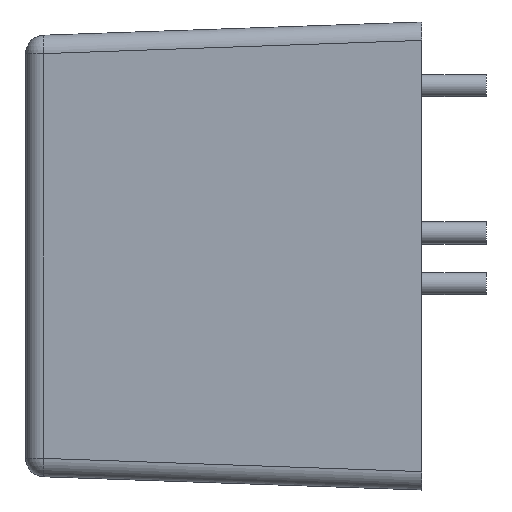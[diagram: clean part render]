
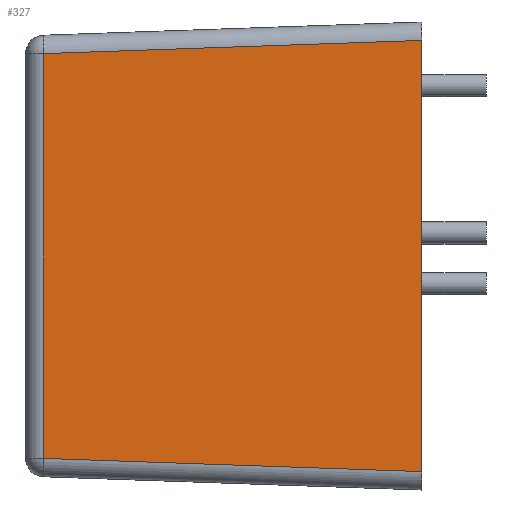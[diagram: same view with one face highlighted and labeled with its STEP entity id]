
A CAD part, left-side view. The second image highlights one B-rep face of the part: STEP entity #327.
In plain terms, the highlighted planar face has unit normal (-0.999, 0.035, 0).
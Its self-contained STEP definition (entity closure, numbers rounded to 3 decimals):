
#15 = FACE_OUTER_BOUND ( 'NONE', #1953, .T. ) ;
#42 = LINE ( 'NONE', #2803, #475 ) ;
#161 = DIRECTION ( 'NONE',  ( 0., 0., -1. ) ) ;
#186 = LINE ( 'NONE', #1527, #2566 ) ;
#242 = DIRECTION ( 'NONE',  ( 0.035, 0.999, -0.035 ) ) ;
#267 = AXIS2_PLACEMENT_3D ( 'NONE', #813, #2880, #1898 ) ;
#327 = ADVANCED_FACE ( 'NONE', ( #15 ), #924, .T. ) ;
#359 = VECTOR ( 'NONE', #242, 1000. ) ;
#441 = EDGE_CURVE ( 'NONE', #1026, #568, #837, .T. ) ;
#475 = VECTOR ( 'NONE', #721, 1000. ) ;
#553 = EDGE_CURVE ( 'NONE', #1746, #1026, #42, .T. ) ;
#568 = VERTEX_POINT ( 'NONE', #1414 ) ;
#721 = DIRECTION ( 'NONE',  ( -0.035, -0.999, -0.035 ) ) ;
#813 = CARTESIAN_POINT ( 'NONE',  ( -22.85, 0., -12.7 ) ) ;
#822 = DIRECTION ( 'NONE',  ( 0., 0., 1. ) ) ;
#837 = LINE ( 'NONE', #1812, #2160 ) ;
#924 = PLANE ( 'NONE',  #267 ) ;
#1026 = VERTEX_POINT ( 'NONE', #1969 ) ;
#1069 = CARTESIAN_POINT ( 'NONE',  ( -22.133, 20.535, -10.984 ) ) ;
#1144 = CARTESIAN_POINT ( 'NONE',  ( -22.133, 20.535, 10.984 ) ) ;
#1375 = EDGE_CURVE ( 'NONE', #568, #1938, #2298, .T. ) ;
#1414 = CARTESIAN_POINT ( 'NONE',  ( -22.85, 0., 11.701 ) ) ;
#1527 = CARTESIAN_POINT ( 'NONE',  ( -22.133, 20.535, -11.949 ) ) ;
#1558 = ORIENTED_EDGE ( 'NONE', *, *, #1842, .T. ) ;
#1600 = ORIENTED_EDGE ( 'NONE', *, *, #553, .T. ) ;
#1617 = CARTESIAN_POINT ( 'NONE',  ( -22.82, 0.85, 11.671 ) ) ;
#1746 = VERTEX_POINT ( 'NONE', #1069 ) ;
#1812 = CARTESIAN_POINT ( 'NONE',  ( -22.85, 0., -12.7 ) ) ;
#1842 = EDGE_CURVE ( 'NONE', #1938, #1746, #186, .T. ) ;
#1898 = DIRECTION ( 'NONE',  ( -0.035, -0.999, 0. ) ) ;
#1938 = VERTEX_POINT ( 'NONE', #1144 ) ;
#1953 = EDGE_LOOP ( 'NONE', ( #2114, #2181, #1558, #1600 ) ) ;
#1969 = CARTESIAN_POINT ( 'NONE',  ( -22.85, 0., -11.701 ) ) ;
#2114 = ORIENTED_EDGE ( 'NONE', *, *, #441, .T. ) ;
#2160 = VECTOR ( 'NONE', #822, 1000. ) ;
#2181 = ORIENTED_EDGE ( 'NONE', *, *, #1375, .T. ) ;
#2298 = LINE ( 'NONE', #1617, #359 ) ;
#2566 = VECTOR ( 'NONE', #161, 1000. ) ;
#2803 = CARTESIAN_POINT ( 'NONE',  ( -22.851, -0.035, -11.702 ) ) ;
#2880 = DIRECTION ( 'NONE',  ( -0.999, 0.035, 0. ) ) ;
